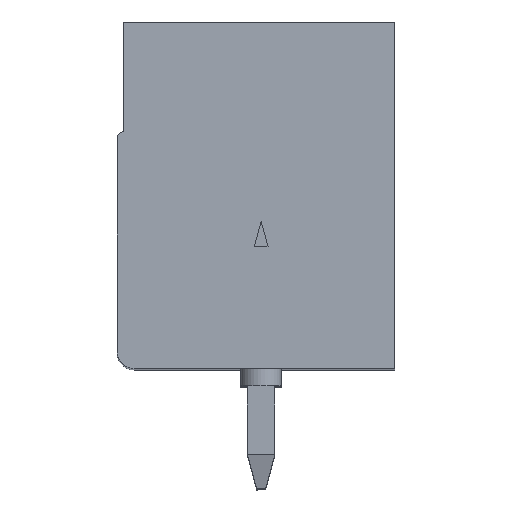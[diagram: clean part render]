
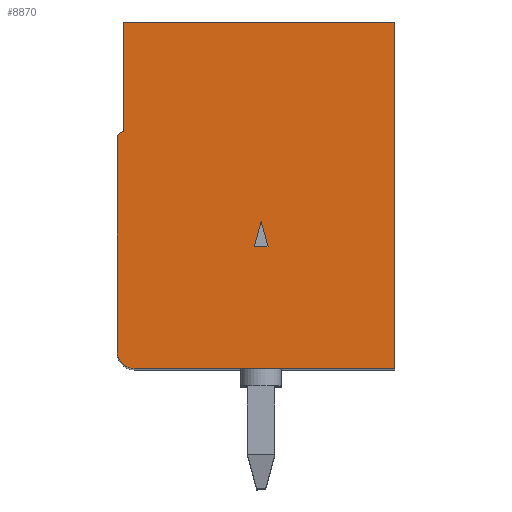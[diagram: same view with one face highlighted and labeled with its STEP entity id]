
A CAD part, top view. The second image highlights one B-rep face of the part: STEP entity #8870.
In plain terms, the highlighted planar face has unit normal (0, 0, 1).
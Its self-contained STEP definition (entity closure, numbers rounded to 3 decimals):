
#7960=CARTESIAN_POINT('',(-20.495,127.098
   ,0.85));
#7970=DIRECTION('',(0.,0.,
   1.));
#7980=DIRECTION('',(1.,0.,
   0.));
#7990=AXIS2_PLACEMENT_3D('',#7960,#7970,#7980);
#8000=PLANE('',#7990);
#8010=CARTESIAN_POINT('',(-25.392,91.36
   ,0.85));
#8020=DIRECTION('',(0.,-1.,
   0.));
#8030=VECTOR('',#8020,1.);
#8040=LINE('',#8010,#8030);
#8050=CARTESIAN_POINT('',(-25.392,131.349
   ,0.85));
#8060=VERTEX_POINT('',#8050);
#8070=CARTESIAN_POINT('',(-25.392,123.749
   ,0.85));
#8080=VERTEX_POINT('',#8070);
#8090=EDGE_CURVE('',#8060,#8080,#8040,.T.);
#8100=ORIENTED_EDGE('',*,*,#8090,.T.);
#8110=CARTESIAN_POINT('',(-24.892,131.349
   ,0.85));
#8120=DIRECTION('',(0.,0.,
   1.));
#8130=DIRECTION('',(1.,0.,
   0.));
#8140=AXIS2_PLACEMENT_3D('',#8110,#8120,#8130);
#8150=CIRCLE('',#8140,0.5);
#8160=CARTESIAN_POINT('',(-24.892,131.849
   ,0.85));
#8170=VERTEX_POINT('',#8160);
#8180=EDGE_CURVE('',#8170,#8060,#8150,.T.);
#8190=ORIENTED_EDGE('',*,*,#8180,.T.);
#8200=CARTESIAN_POINT('',(-68.005,131.849
   ,0.85));
#8210=DIRECTION('',(-1.,0.,
   0.));
#8220=VECTOR('',#8210,1.);
#8230=LINE('',#8200,#8220);
#8240=CARTESIAN_POINT('',(-18.692,131.849
   ,0.85));
#8250=VERTEX_POINT('',#8240);
#8260=EDGE_CURVE('',#8250,#8170,#8230,.T.);
#8270=ORIENTED_EDGE('',*,*,#8260,.T.);
#8280=CARTESIAN_POINT('',(-18.692,131.649
   ,0.85));
#8290=DIRECTION('',(0.,0.,
   1.));
#8300=DIRECTION('',(1.,0.,
   0.));
#8310=AXIS2_PLACEMENT_3D('',#8280,#8290,#8300);
#8320=CIRCLE('',#8310,0.2);
#8330=CARTESIAN_POINT('',(-18.492,131.649
   ,0.85));
#8340=VERTEX_POINT('',#8330);
#8350=EDGE_CURVE('',#8340,#8250,#8320,.T.);
#8360=ORIENTED_EDGE('',*,*,#8350,.T.);
#8370=CARTESIAN_POINT('',(-68.005,131.649
   ,0.85));
#8380=DIRECTION('',(1.,0.,
   0.));
#8390=VECTOR('',#8380,1.);
#8400=LINE('',#8370,#8390);
#8410=CARTESIAN_POINT('',(-15.292,131.649
   ,0.85));
#8420=VERTEX_POINT('',#8410);
#8430=EDGE_CURVE('',#8340,#8420,#8400,.T.);
#8440=ORIENTED_EDGE('',*,*,#8430,.F.);
#8450=CARTESIAN_POINT('',(-15.292,91.36
   ,0.85));
#8460=DIRECTION('',(0.,1.,
   0.));
#8470=VECTOR('',#8460,1.);
#8480=LINE('',#8450,#8470);
#8490=CARTESIAN_POINT('',(-15.292,123.749
   ,0.85));
#8500=VERTEX_POINT('',#8490);
#8510=EDGE_CURVE('',#8500,#8420,#8480,.T.);
#8520=ORIENTED_EDGE('',*,*,#8510,.T.);
#8530=CARTESIAN_POINT('',(-68.005,123.749
   ,0.85));
#8540=DIRECTION('',(1.,0.,
   0.));
#8550=VECTOR('',#8540,1.);
#8560=LINE('',#8530,#8550);
#8570=EDGE_CURVE('',#8080,#8500,#8560,.T.);
#8580=ORIENTED_EDGE('',*,*,#8570,.T.);
#8590=EDGE_LOOP('',(#8580,#8520,#8440,#8360,#8270,#8190,#8100));
#8600=FACE_OUTER_BOUND('',#8590,.T.);
#8610=CARTESIAN_POINT('',(-68.005,140.219
   ,0.85));
#8620=DIRECTION('',(-0.966,0.259,
   0.));
#8630=VECTOR('',#8620,1.);
#8640=LINE('',#8610,#8630);
#8650=CARTESIAN_POINT('',(-21.092,127.649
   ,0.85));
#8660=VERTEX_POINT('',#8650);
#8670=CARTESIAN_POINT('',(-21.842,127.85
   ,0.85));
#8680=VERTEX_POINT('',#8670);
#8690=EDGE_CURVE('',#8660,#8680,#8640,.T.);
#8700=ORIENTED_EDGE('',*,*,#8690,.F.);
#8710=CARTESIAN_POINT('',(-21.842,91.36
   ,0.85));
#8720=DIRECTION('',(0.,-1.,
   0.));
#8730=VECTOR('',#8720,1.);
#8740=LINE('',#8710,#8730);
#8750=CARTESIAN_POINT('',(-21.842,127.448
   ,0.85));
#8760=VERTEX_POINT('',#8750);
#8770=EDGE_CURVE('',#8680,#8760,#8740,.T.);
#8780=ORIENTED_EDGE('',*,*,#8770,.F.);
#8790=CARTESIAN_POINT('',(-68.005,115.079
   ,0.85));
#8800=DIRECTION('',(0.966,0.259,
   0.));
#8810=VECTOR('',#8800,1.);
#8820=LINE('',#8790,#8810);
#8830=EDGE_CURVE('',#8760,#8660,#8820,.T.);
#8840=ORIENTED_EDGE('',*,*,#8830,.F.);
#8850=EDGE_LOOP('',(#8840,#8780,#8700));
#8860=FACE_BOUND('',#8850,.T.);
#8870=ADVANCED_FACE('',(#8600,#8860),#8000,.T.);
